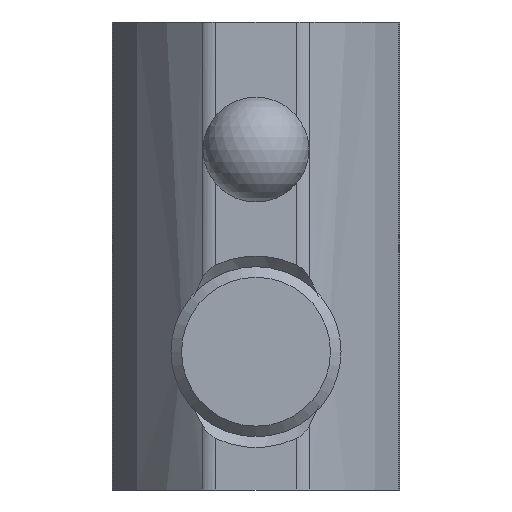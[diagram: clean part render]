
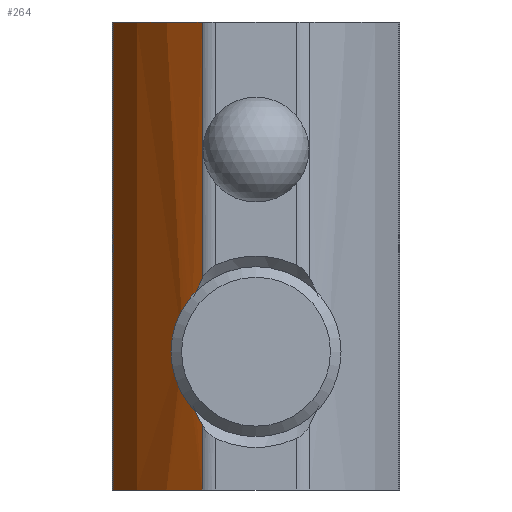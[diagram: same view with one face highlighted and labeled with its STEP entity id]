
A CAD part, left-side view. The second image highlights one B-rep face of the part: STEP entity #264.
In plain terms, the highlighted cylindrical face has radius 15 mm (diameter 30 mm), a partial arc.
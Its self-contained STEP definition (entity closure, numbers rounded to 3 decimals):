
#264 = ADVANCED_FACE( '', ( #421 ), #422, .T. );
#421 = FACE_OUTER_BOUND( '', #598, .T. );
#422 = CYLINDRICAL_SURFACE( '', #599, 15. );
#598 = EDGE_LOOP( '', ( #1044, #1045, #1046, #1047, #1048, #1049 ) );
#599 = AXIS2_PLACEMENT_3D( '', #1050, #1051, #1052 );
#1044 = ORIENTED_EDGE( '', *, *, #1311, .F. );
#1045 = ORIENTED_EDGE( '', *, *, #1338, .T. );
#1046 = ORIENTED_EDGE( '', *, *, #1339, .T. );
#1047 = ORIENTED_EDGE( '', *, *, #1340, .F. );
#1048 = ORIENTED_EDGE( '', *, *, #1341, .F. );
#1049 = ORIENTED_EDGE( '', *, *, #1342, .T. );
#1050 = CARTESIAN_POINT( '', ( -11.774, 6.5, 7.044 ) );
#1051 = DIRECTION( '', ( 0., 1., 0. ) );
#1052 = DIRECTION( '', ( 0., 0., -1. ) );
#1311 = EDGE_CURVE( '', #1551, #1538, #1553, .T. );
#1338 = EDGE_CURVE( '', #1551, #1599, #1600, .T. );
#1339 = EDGE_CURVE( '', #1599, #1601, #1602, .T. );
#1340 = EDGE_CURVE( '', #1603, #1601, #1604, .T. );
#1341 = EDGE_CURVE( '', #1605, #1603, #1606, .T. );
#1342 = EDGE_CURVE( '', #1605, #1538, #1607, .T. );
#1538 = VERTEX_POINT( '', #1870 );
#1551 = VERTEX_POINT( '', #1911 );
#1553 = B_SPLINE_CURVE_WITH_KNOTS( '', 3, ( #1918, #1919, #1920, #1921, #1922, #1923, #1924, #1925, #1926, #1927, #1928, #1929, #1930, #1931 ), .UNSPECIFIED., .F., .F., ( 4, 2, 2, 2, 2, 2, 4 ), ( 0., 0.002, 0.003, 0.004, 0.005, 0.006, 0.008 ), .UNSPECIFIED. );
#1599 = VERTEX_POINT( '', #2005 );
#1600 = LINE( '', #2006, #2007 );
#1601 = VERTEX_POINT( '', #2008 );
#1602 = CIRCLE( '', #2009, 15. );
#1603 = VERTEX_POINT( '', #2010 );
#1604 = LINE( '', #2011, #2012 );
#1605 = VERTEX_POINT( '', #2013 );
#1606 = CIRCLE( '', #2014, 15. );
#1607 = LINE( '', #2015, #2016 );
#1870 = CARTESIAN_POINT( '', ( -0.23, 3.436, -2.535 ) );
#1911 = CARTESIAN_POINT( '', ( -0.23, -3.436, -2.535 ) );
#1918 = CARTESIAN_POINT( '', ( -0.23, -3.436, -2.535 ) );
#1919 = CARTESIAN_POINT( '', ( -0.465, -2.936, -2.817 ) );
#1920 = CARTESIAN_POINT( '', ( -0.668, -2.403, -3.041 ) );
#1921 = CARTESIAN_POINT( '', ( -0.891, -1.534, -3.28 ) );
#1922 = CARTESIAN_POINT( '', ( -0.951, -1.232, -3.342 ) );
#1923 = CARTESIAN_POINT( '', ( -1.031, -0.625, -3.425 ) );
#1924 = CARTESIAN_POINT( '', ( -1.053, -0.318, -3.447 ) );
#1925 = CARTESIAN_POINT( '', ( -1.053, 0.305, -3.447 ) );
#1926 = CARTESIAN_POINT( '', ( -1.032, 0.616, -3.426 ) );
#1927 = CARTESIAN_POINT( '', ( -0.953, 1.223, -3.344 ) );
#1928 = CARTESIAN_POINT( '', ( -0.894, 1.521, -3.283 ) );
#1929 = CARTESIAN_POINT( '', ( -0.67, 2.398, -3.044 ) );
#1930 = CARTESIAN_POINT( '', ( -0.465, 2.935, -2.818 ) );
#1931 = CARTESIAN_POINT( '', ( -0.23, 3.436, -2.535 ) );
#2005 = CARTESIAN_POINT( '', ( -0.23, -15.5, -2.535 ) );
#2006 = CARTESIAN_POINT( '', ( -0.23, 6.5, -2.535 ) );
#2007 = VECTOR( '', #2372, 1000. );
#2008 = CARTESIAN_POINT( '', ( -5.784, -15.5, -6.708 ) );
#2009 = AXIS2_PLACEMENT_3D( '', #2373, #2374, #2375 );
#2010 = CARTESIAN_POINT( '', ( -5.784, 6.5, -6.708 ) );
#2011 = CARTESIAN_POINT( '', ( -5.784, 6.5, -6.708 ) );
#2012 = VECTOR( '', #2376, 1000. );
#2013 = CARTESIAN_POINT( '', ( -0.23, 6.5, -2.535 ) );
#2014 = AXIS2_PLACEMENT_3D( '', #2377, #2378, #2379 );
#2015 = CARTESIAN_POINT( '', ( -0.23, 6.5, -2.535 ) );
#2016 = VECTOR( '', #2380, 1000. );
#2372 = DIRECTION( '', ( 0., -1., 0. ) );
#2373 = CARTESIAN_POINT( '', ( -11.774, -15.5, 7.044 ) );
#2374 = DIRECTION( '', ( 0., 1., 0. ) );
#2375 = DIRECTION( '', ( 1., 0., 0. ) );
#2376 = DIRECTION( '', ( 0., -1., 0. ) );
#2377 = CARTESIAN_POINT( '', ( -11.774, 6.5, 7.044 ) );
#2378 = DIRECTION( '', ( 0., 1., 0. ) );
#2379 = DIRECTION( '', ( 1., 0., 0. ) );
#2380 = DIRECTION( '', ( 0., -1., 0. ) );
